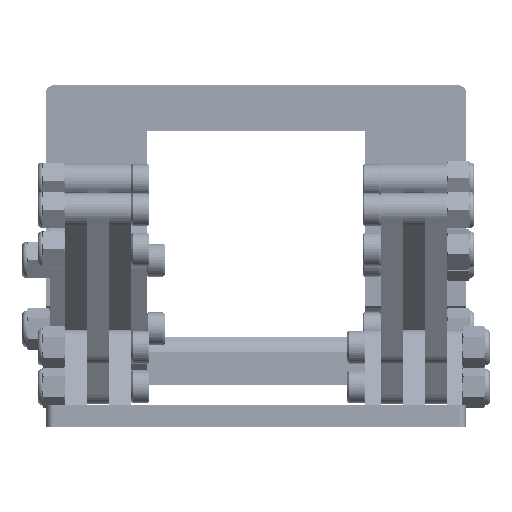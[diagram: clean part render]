
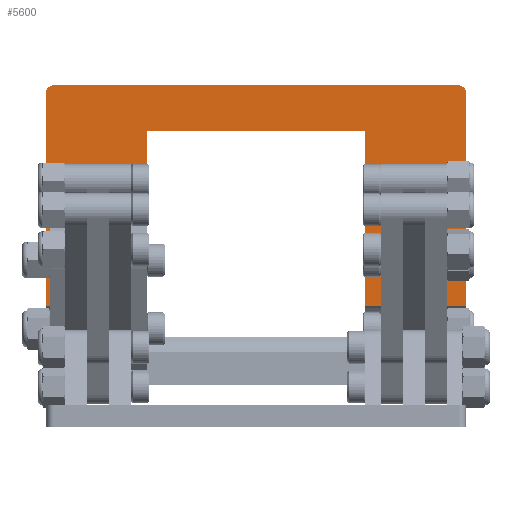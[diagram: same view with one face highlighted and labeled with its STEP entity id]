
A CAD part, front view. The second image highlights one B-rep face of the part: STEP entity #5600.
In plain terms, the highlighted face is planar.
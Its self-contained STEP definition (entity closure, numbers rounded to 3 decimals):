
#647=PLANE('',#6032);
#739=FACE_OUTER_BOUND('',#1071,.T.);
#1071=EDGE_LOOP('',(#3810,#3811,#3812,#3813,#3814,#3815,#3816,#3817,#3818,
#3819,#3820,#3821,#3822,#3823,#3824,#3825,#3826,#3827,#3828,#3829,#3830,
#3831,#3832,#3833,#3834,#3835,#3836,#3837));
#1415=LINE('',#8036,#1763);
#1418=LINE('',#8049,#1766);
#1422=LINE('',#8057,#1770);
#1426=LINE('',#8065,#1774);
#1441=LINE('',#8119,#1789);
#1442=LINE('',#8121,#1790);
#1443=LINE('',#8123,#1791);
#1444=LINE('',#8125,#1792);
#1445=LINE('',#8127,#1793);
#1446=LINE('',#8129,#1794);
#1447=LINE('',#8131,#1795);
#1448=LINE('',#8132,#1796);
#1449=LINE('',#8134,#1797);
#1450=LINE('',#8138,#1798);
#1451=LINE('',#8140,#1799);
#1452=LINE('',#8142,#1800);
#1453=LINE('',#8144,#1801);
#1454=LINE('',#8146,#1802);
#1455=LINE('',#8148,#1803);
#1456=LINE('',#8150,#1804);
#1457=LINE('',#8152,#1805);
#1458=LINE('',#8154,#1806);
#1459=LINE('',#8156,#1807);
#1460=LINE('',#8158,#1808);
#1461=LINE('',#8160,#1809);
#1462=LINE('',#8161,#1810);
#1763=VECTOR('',#6613,10.);
#1766=VECTOR('',#6626,10.);
#1770=VECTOR('',#6632,10.);
#1774=VECTOR('',#6638,10.);
#1789=VECTOR('',#6691,10.);
#1790=VECTOR('',#6692,10.);
#1791=VECTOR('',#6693,10.);
#1792=VECTOR('',#6694,10.);
#1793=VECTOR('',#6695,10.);
#1794=VECTOR('',#6696,10.);
#1795=VECTOR('',#6697,10.);
#1796=VECTOR('',#6698,10.);
#1797=VECTOR('',#6699,10.);
#1798=VECTOR('',#6702,10.);
#1799=VECTOR('',#6703,10.);
#1800=VECTOR('',#6704,10.);
#1801=VECTOR('',#6705,10.);
#1802=VECTOR('',#6706,10.);
#1803=VECTOR('',#6707,10.);
#1804=VECTOR('',#6708,10.);
#1805=VECTOR('',#6709,10.);
#1806=VECTOR('',#6710,10.);
#1807=VECTOR('',#6711,10.);
#1808=VECTOR('',#6712,10.);
#1809=VECTOR('',#6713,10.);
#1810=VECTOR('',#6714,10.);
#2121=CIRCLE('',#6030,1.);
#2123=CIRCLE('',#6033,1.);
#2290=VERTEX_POINT('',#8033);
#2291=VERTEX_POINT('',#8035);
#2296=VERTEX_POINT('',#8048);
#2299=VERTEX_POINT('',#8056);
#2302=VERTEX_POINT('',#8064);
#2318=VERTEX_POINT('',#8109);
#2319=VERTEX_POINT('',#8110);
#2322=VERTEX_POINT('',#8118);
#2323=VERTEX_POINT('',#8120);
#2324=VERTEX_POINT('',#8122);
#2325=VERTEX_POINT('',#8124);
#2326=VERTEX_POINT('',#8126);
#2327=VERTEX_POINT('',#8128);
#2328=VERTEX_POINT('',#8130);
#2329=VERTEX_POINT('',#8133);
#2330=VERTEX_POINT('',#8135);
#2331=VERTEX_POINT('',#8137);
#2332=VERTEX_POINT('',#8139);
#2333=VERTEX_POINT('',#8141);
#2334=VERTEX_POINT('',#8143);
#2335=VERTEX_POINT('',#8145);
#2336=VERTEX_POINT('',#8147);
#2337=VERTEX_POINT('',#8149);
#2338=VERTEX_POINT('',#8151);
#2339=VERTEX_POINT('',#8153);
#2340=VERTEX_POINT('',#8155);
#2341=VERTEX_POINT('',#8157);
#2342=VERTEX_POINT('',#8159);
#2858=EDGE_CURVE('',#2291,#2290,#1415,.T.);
#2864=EDGE_CURVE('',#2296,#2291,#1418,.T.);
#2868=EDGE_CURVE('',#2299,#2296,#1422,.T.);
#2872=EDGE_CURVE('',#2302,#2290,#1426,.T.);
#2895=EDGE_CURVE('',#2318,#2319,#2121,.T.);
#2899=EDGE_CURVE('',#2322,#2302,#1441,.T.);
#2900=EDGE_CURVE('',#2322,#2323,#1442,.T.);
#2901=EDGE_CURVE('',#2323,#2324,#1443,.T.);
#2902=EDGE_CURVE('',#2325,#2324,#1444,.T.);
#2903=EDGE_CURVE('',#2326,#2325,#1445,.T.);
#2904=EDGE_CURVE('',#2326,#2327,#1446,.T.);
#2905=EDGE_CURVE('',#2327,#2328,#1447,.T.);
#2906=EDGE_CURVE('',#2319,#2328,#1448,.T.);
#2907=EDGE_CURVE('',#2329,#2318,#1449,.T.);
#2908=EDGE_CURVE('',#2330,#2329,#2123,.T.);
#2909=EDGE_CURVE('',#2330,#2331,#1450,.T.);
#2910=EDGE_CURVE('',#2331,#2332,#1451,.T.);
#2911=EDGE_CURVE('',#2332,#2333,#1452,.T.);
#2912=EDGE_CURVE('',#2333,#2334,#1453,.T.);
#2913=EDGE_CURVE('',#2334,#2335,#1454,.T.);
#2914=EDGE_CURVE('',#2335,#2336,#1455,.T.);
#2915=EDGE_CURVE('',#2337,#2336,#1456,.T.);
#2916=EDGE_CURVE('',#2337,#2338,#1457,.T.);
#2917=EDGE_CURVE('',#2338,#2339,#1458,.T.);
#2918=EDGE_CURVE('',#2339,#2340,#1459,.T.);
#2919=EDGE_CURVE('',#2341,#2340,#1460,.T.);
#2920=EDGE_CURVE('',#2341,#2342,#1461,.T.);
#2921=EDGE_CURVE('',#2342,#2299,#1462,.T.);
#3810=ORIENTED_EDGE('',*,*,#2858,.T.);
#3811=ORIENTED_EDGE('',*,*,#2872,.F.);
#3812=ORIENTED_EDGE('',*,*,#2899,.F.);
#3813=ORIENTED_EDGE('',*,*,#2900,.T.);
#3814=ORIENTED_EDGE('',*,*,#2901,.T.);
#3815=ORIENTED_EDGE('',*,*,#2902,.F.);
#3816=ORIENTED_EDGE('',*,*,#2903,.F.);
#3817=ORIENTED_EDGE('',*,*,#2904,.T.);
#3818=ORIENTED_EDGE('',*,*,#2905,.T.);
#3819=ORIENTED_EDGE('',*,*,#2906,.F.);
#3820=ORIENTED_EDGE('',*,*,#2895,.F.);
#3821=ORIENTED_EDGE('',*,*,#2907,.F.);
#3822=ORIENTED_EDGE('',*,*,#2908,.F.);
#3823=ORIENTED_EDGE('',*,*,#2909,.T.);
#3824=ORIENTED_EDGE('',*,*,#2910,.T.);
#3825=ORIENTED_EDGE('',*,*,#2911,.T.);
#3826=ORIENTED_EDGE('',*,*,#2912,.T.);
#3827=ORIENTED_EDGE('',*,*,#2913,.T.);
#3828=ORIENTED_EDGE('',*,*,#2914,.T.);
#3829=ORIENTED_EDGE('',*,*,#2915,.F.);
#3830=ORIENTED_EDGE('',*,*,#2916,.T.);
#3831=ORIENTED_EDGE('',*,*,#2917,.T.);
#3832=ORIENTED_EDGE('',*,*,#2918,.T.);
#3833=ORIENTED_EDGE('',*,*,#2919,.F.);
#3834=ORIENTED_EDGE('',*,*,#2920,.T.);
#3835=ORIENTED_EDGE('',*,*,#2921,.T.);
#3836=ORIENTED_EDGE('',*,*,#2868,.T.);
#3837=ORIENTED_EDGE('',*,*,#2864,.T.);
#5600=ADVANCED_FACE('',(#739),#647,.T.);
#6030=AXIS2_PLACEMENT_3D('',#8111,#6683,#6684);
#6032=AXIS2_PLACEMENT_3D('',#8117,#6689,#6690);
#6033=AXIS2_PLACEMENT_3D('',#8136,#6700,#6701);
#6613=DIRECTION('',(-1.,0.,0.));
#6626=DIRECTION('',(0.,1.,0.));
#6632=DIRECTION('',(-1.,0.,0.));
#6638=DIRECTION('',(0.,1.,0.));
#6683=DIRECTION('center_axis',(0.,0.,-1.));
#6684=DIRECTION('ref_axis',(-0.707,-0.707,0.));
#6689=DIRECTION('center_axis',(0.,0.,1.));
#6690=DIRECTION('ref_axis',(1.,0.,0.));
#6691=DIRECTION('',(1.,0.,0.));
#6692=DIRECTION('',(0.,1.,0.));
#6693=DIRECTION('',(-1.,0.,0.));
#6694=DIRECTION('',(0.,1.,0.));
#6695=DIRECTION('',(1.,0.,0.));
#6696=DIRECTION('',(0.,1.,0.));
#6697=DIRECTION('',(-1.,0.,0.));
#6698=DIRECTION('',(0.,1.,0.));
#6699=DIRECTION('',(-1.,0.,0.));
#6700=DIRECTION('center_axis',(0.,0.,-1.));
#6701=DIRECTION('ref_axis',(0.707,-0.707,0.));
#6702=DIRECTION('',(0.,1.,0.));
#6703=DIRECTION('',(-1.,0.,0.));
#6704=DIRECTION('',(0.,-1.,0.));
#6705=DIRECTION('',(-1.,0.,0.));
#6706=DIRECTION('',(0.,1.,0.));
#6707=DIRECTION('',(-1.,0.,0.));
#6708=DIRECTION('',(0.,1.,0.));
#6709=DIRECTION('',(-1.,0.,0.));
#6710=DIRECTION('',(0.,1.,0.));
#6711=DIRECTION('',(-1.,0.,0.));
#6712=DIRECTION('',(0.,1.,0.));
#6713=DIRECTION('',(-1.,0.,0.));
#6714=DIRECTION('',(0.,-1.,0.));
#8033=CARTESIAN_POINT('',(-17.143,60.925,-74.5));
#8035=CARTESIAN_POINT('',(-15.,60.925,-74.5));
#8036=CARTESIAN_POINT('',(-17.143,60.925,-74.5));
#8048=CARTESIAN_POINT('',(-15.,36.925,-74.5));
#8049=CARTESIAN_POINT('',(-15.,36.925,-74.5));
#8056=CARTESIAN_POINT('',(15.,36.925,-74.5));
#8057=CARTESIAN_POINT('',(7.5,36.925,-74.5));
#8064=CARTESIAN_POINT('',(-17.143,47.407,-74.5));
#8065=CARTESIAN_POINT('',(-17.143,41.589,-74.5));
#8109=CARTESIAN_POINT('',(-27.785,30.715,-74.5));
#8110=CARTESIAN_POINT('',(-28.785,31.715,-74.5));
#8111=CARTESIAN_POINT('Origin',(-27.785,31.715,-74.5));
#8117=CARTESIAN_POINT('Origin',(0.,51.25,
-74.5));
#8118=CARTESIAN_POINT('',(-20.143,47.407,-74.5));
#8119=CARTESIAN_POINT('',(-14.143,47.407,-74.5));
#8120=CARTESIAN_POINT('',(-20.143,60.925,-74.5));
#8121=CARTESIAN_POINT('',(-20.143,31.215,-74.5));
#8122=CARTESIAN_POINT('',(-23.143,60.925,-74.5));
#8123=CARTESIAN_POINT('',(-20.143,60.925,-74.5));
#8124=CARTESIAN_POINT('',(-23.143,47.407,-74.5));
#8125=CARTESIAN_POINT('',(-23.143,31.215,-74.5));
#8126=CARTESIAN_POINT('',(-26.143,47.407,-74.5));
#8127=CARTESIAN_POINT('',(-14.143,47.407,-74.5));
#8128=CARTESIAN_POINT('',(-26.143,60.925,-74.5));
#8129=CARTESIAN_POINT('',(-26.143,31.215,-74.5));
#8130=CARTESIAN_POINT('',(-28.785,60.925,-74.5));
#8131=CARTESIAN_POINT('',(-26.143,60.925,-74.5));
#8132=CARTESIAN_POINT('',(-28.785,41.732,-74.5));
#8133=CARTESIAN_POINT('',(27.785,30.715,-74.5));
#8134=CARTESIAN_POINT('',(-14.393,30.715,-74.5));
#8135=CARTESIAN_POINT('',(28.785,31.715,-74.5));
#8136=CARTESIAN_POINT('Origin',(27.785,31.715,-74.5));
#8137=CARTESIAN_POINT('',(28.785,60.925,-74.5));
#8138=CARTESIAN_POINT('',(28.785,71.285,-74.5));
#8139=CARTESIAN_POINT('',(28.285,60.925,-74.5));
#8140=CARTESIAN_POINT('',(28.285,60.925,-74.5));
#8141=CARTESIAN_POINT('',(28.285,47.407,-74.5));
#8142=CARTESIAN_POINT('',(28.285,54.923,-74.5));
#8143=CARTESIAN_POINT('',(26.143,47.407,-74.5));
#8144=CARTESIAN_POINT('',(14.143,47.407,-74.5));
#8145=CARTESIAN_POINT('',(26.143,60.925,-74.5));
#8146=CARTESIAN_POINT('',(26.143,31.215,-74.5));
#8147=CARTESIAN_POINT('',(23.143,60.925,-74.5));
#8148=CARTESIAN_POINT('',(26.143,60.925,-74.5));
#8149=CARTESIAN_POINT('',(23.143,47.407,-74.5));
#8150=CARTESIAN_POINT('',(23.143,31.215,-74.5));
#8151=CARTESIAN_POINT('',(20.143,47.407,-74.5));
#8152=CARTESIAN_POINT('',(14.143,47.407,-74.5));
#8153=CARTESIAN_POINT('',(20.143,60.925,-74.5));
#8154=CARTESIAN_POINT('',(20.143,31.215,-74.5));
#8155=CARTESIAN_POINT('',(17.143,60.925,-74.5));
#8156=CARTESIAN_POINT('',(17.143,60.925,-74.5));
#8157=CARTESIAN_POINT('',(17.143,47.407,-74.5));
#8158=CARTESIAN_POINT('',(17.143,31.215,-74.5));
#8159=CARTESIAN_POINT('',(15.,47.407,-74.5));
#8160=CARTESIAN_POINT('',(14.143,47.407,-74.5));
#8161=CARTESIAN_POINT('',(15.,45.088,-74.5));
